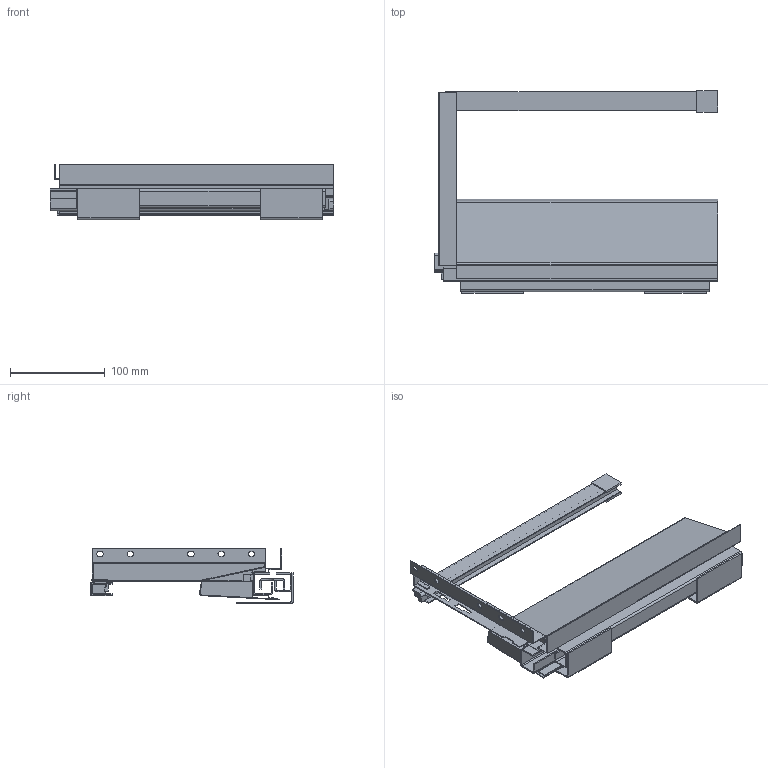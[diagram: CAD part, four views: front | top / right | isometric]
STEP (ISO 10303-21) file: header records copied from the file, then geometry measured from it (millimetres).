
FILE_DESCRIPTION (( 'STEP AP214' ), '1' );
FILE_NAME ('F004629,F004635-CLOSED_RIGHT_3D.step', '2022-06-06T11:59:22', ( '' ), ( '' ), 'SwSTEP 2.0', 'SolidWorks 2020', '' );
FILE_SCHEMA (( 'AUTOMOTIVE_DESIGN' ));
Length unit declared in the file: millimetre
Products named in the file (11): ND30-drzak zad-H201-PRAVY; ND30-VYSUV-300-CLOSED_RIGHT; Riex ND30 Bocnice-300-H86-PRAVA; ND30-300-VNITRNI PRAVY; ND30-300-STREDNI PRAVY; F004629,F004635-CLOSED_RIGHT_3D; ND30-boènice sestava H201-1xSQUARE reling-300-PRAVA; ND30-300-VNEJSI PRAVY; ND30-Reling-SQUARE-300-bez drzaku; Reling SQUARE-sestava-300-PRAVY; Koncovka ND30-SQUARE reling-RIGHT
Assembly tree (10 placements, depth 4):
  F004629,F004635-CLOSED_RIGHT_3D
    ND30-VYSUV-300-CLOSED_RIGHT
      ND30-300-VNEJSI PRAVY
      ND30-300-STREDNI PRAVY
      ND30-300-VNITRNI PRAVY
    ND30-boènice sestava H201-1xSQUARE reling-300-PRAVA
      Riex ND30 Bocnice-300-H86-PRAVA
      ND30-drzak zad-H201-PRAVY
      Reling SQUARE-sestava-300-PRAVY
        ND30-Reling-SQUARE-300-bez drzaku
        Koncovka ND30-SQUARE reling-RIGHT
Bounding box: 299 x 213.75 x 58.5 mm (x, y, z)
Volume: 223739.8 mm3; surface area: 349866.5 mm2
Topology: 15 solids, 15 shells, 393 faces, 1038 edges, 675 vertices
Faces by surface type: plane 238, cylinder 107, cone 48
Entity records: 12703 total; most frequent: CARTESIAN_POINT 2122, DIRECTION 2119, ORIENTED_EDGE 2076, EDGE_CURVE 1038, VECTOR 775, LINE 775, VERTEX_POINT 675, AXIS2_PLACEMENT_3D 672
